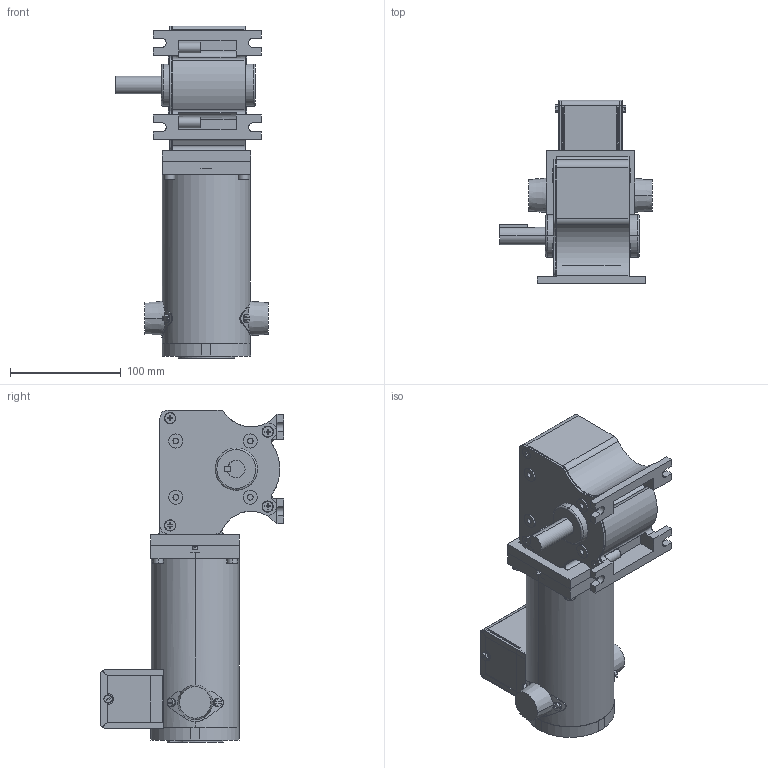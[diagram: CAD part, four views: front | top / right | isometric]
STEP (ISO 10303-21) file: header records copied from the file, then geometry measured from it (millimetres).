
FILE_DESCRIPTION (( 'STEP AP214' ), '1' );
FILE_NAME ('P14-1L064.STEP', '2014-03-10T13:37:34', ( '' ), ( '' ), 'SwSTEP 2.0', 'SolidWorks 2013', '' );
FILE_SCHEMA (( 'AUTOMOTIVE_DESIGN' ));
Length unit declared in the file: inch
Products named in the file (1): P14-1L064
Bounding box: 137.54 x 165.67 x 299.5 mm (x, y, z)
Volume: 1059217.9 mm3; surface area: 306884.1 mm2
Topology: 43 solids, 45 shells, 797 faces, 1989 edges, 1324 vertices
Faces by surface type: plane 486, cylinder 283, cone 13, torus 10, bspline 5
Entity records: 33089 total; most frequent: CARTESIAN_POINT 5167, DIRECTION 4101, ORIENTED_EDGE 3978, EDGE_CURVE 1989, AXIS2_PLACEMENT_3D 1396, VERTEX_POINT 1324, VECTOR 1309, LINE 1309
